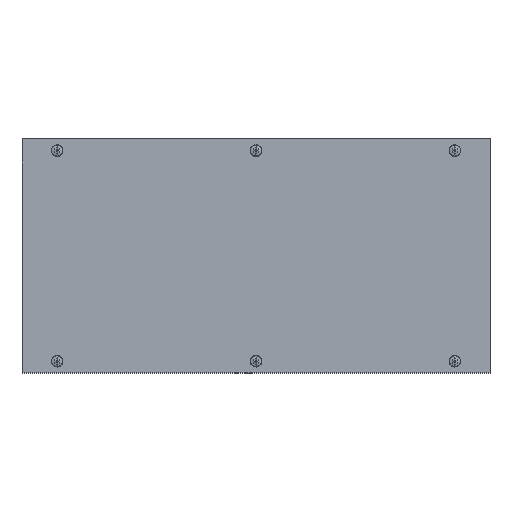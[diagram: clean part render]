
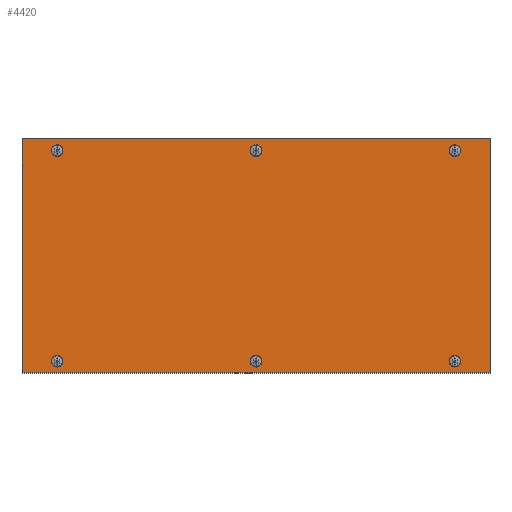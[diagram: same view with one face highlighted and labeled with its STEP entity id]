
A CAD part, top view. The second image highlights one B-rep face of the part: STEP entity #4420.
In plain terms, the highlighted planar face has unit normal (0, 0, 1).
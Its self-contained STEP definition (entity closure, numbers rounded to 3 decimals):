
#187 = CARTESIAN_POINT ( 'NONE',  ( 375., 190., 0. ) ) ;
#199 = CIRCLE ( 'NONE', #4577, 5. ) ;
#399 = AXIS2_PLACEMENT_3D ( 'NONE', #688, #4032, #12953 ) ;
#515 = CIRCLE ( 'NONE', #10808, 5. ) ;
#688 = CARTESIAN_POINT ( 'NONE',  ( 200., 10., 0. ) ) ;
#789 = CARTESIAN_POINT ( 'NONE',  ( 30., 10., 0. ) ) ;
#873 = LINE ( 'NONE', #15872, #6437 ) ;
#960 = DIRECTION ( 'NONE',  ( 1., 0., 0. ) ) ;
#1074 = CIRCLE ( 'NONE', #16286, 5. ) ;
#1127 = CARTESIAN_POINT ( 'NONE',  ( 25., 10., 0. ) ) ;
#1217 = VERTEX_POINT ( 'NONE', #5972 ) ;
#1373 = VECTOR ( 'NONE', #15041, 1000. ) ;
#1472 = ORIENTED_EDGE ( 'NONE', *, *, #11256, .F. ) ;
#1507 = ORIENTED_EDGE ( 'NONE', *, *, #17607, .F. ) ;
#1654 = LINE ( 'NONE', #13537, #14775 ) ;
#1888 = CARTESIAN_POINT ( 'NONE',  ( 0., 0., 0. ) ) ;
#1988 = FACE_BOUND ( 'NONE', #7331, .T. ) ;
#2106 = CIRCLE ( 'NONE', #17902, 5. ) ;
#2194 = AXIS2_PLACEMENT_3D ( 'NONE', #4599, #10519, #17974 ) ;
#2198 = ORIENTED_EDGE ( 'NONE', *, *, #14282, .F. ) ;
#2325 = CARTESIAN_POINT ( 'NONE',  ( 35., 10., 0. ) ) ;
#2407 = DIRECTION ( 'NONE',  ( 0., 0., 1. ) ) ;
#2658 = AXIS2_PLACEMENT_3D ( 'NONE', #789, #17121, #6709 ) ;
#2743 = DIRECTION ( 'NONE',  ( 1., 0., 0. ) ) ;
#2777 = ORIENTED_EDGE ( 'NONE', *, *, #4133, .F. ) ;
#2782 = CIRCLE ( 'NONE', #7396, 5. ) ;
#2810 = EDGE_CURVE ( 'NONE', #1217, #8145, #873, .T. ) ;
#3011 = AXIS2_PLACEMENT_3D ( 'NONE', #1888, #13571, #10574 ) ;
#3109 = CARTESIAN_POINT ( 'NONE',  ( 0., 0., 0. ) ) ;
#3339 = ORIENTED_EDGE ( 'NONE', *, *, #12395, .F. ) ;
#3375 = EDGE_CURVE ( 'NONE', #15946, #16191, #2106, .T. ) ;
#3383 = FACE_BOUND ( 'NONE', #12674, .T. ) ;
#3482 = CARTESIAN_POINT ( 'NONE',  ( 0., 0., 0. ) ) ;
#3558 = CARTESIAN_POINT ( 'NONE',  ( 200., 190., 0. ) ) ;
#3857 = VERTEX_POINT ( 'NONE', #5256 ) ;
#3960 = DIRECTION ( 'NONE',  ( 1., 0., 0. ) ) ;
#3974 = DIRECTION ( 'NONE',  ( 1., 0., 0. ) ) ;
#4032 = DIRECTION ( 'NONE',  ( 0., 0., 1. ) ) ;
#4133 = EDGE_CURVE ( 'NONE', #13002, #6112, #8617, .T. ) ;
#4395 = EDGE_CURVE ( 'NONE', #16191, #15946, #8902, .T. ) ;
#4420 = ADVANCED_FACE ( 'NONE', ( #13778, #1988, #7929, #15029, #16845, #3383, #10669 ), #4650, .F. ) ;
#4559 = LINE ( 'NONE', #3109, #12335 ) ;
#4577 = AXIS2_PLACEMENT_3D ( 'NONE', #10930, #9080, #13453 ) ;
#4599 = CARTESIAN_POINT ( 'NONE',  ( 200., 190., 0. ) ) ;
#4603 = EDGE_LOOP ( 'NONE', ( #7047, #15703 ) ) ;
#4650 = PLANE ( 'NONE',  #3011 ) ;
#4786 = EDGE_LOOP ( 'NONE', ( #1472, #2777 ) ) ;
#4839 = EDGE_CURVE ( 'NONE', #5441, #3857, #199, .T. ) ;
#5205 = VERTEX_POINT ( 'NONE', #2325 ) ;
#5256 = CARTESIAN_POINT ( 'NONE',  ( 205., 10., 0. ) ) ;
#5441 = VERTEX_POINT ( 'NONE', #16662 ) ;
#5507 = ORIENTED_EDGE ( 'NONE', *, *, #10553, .F. ) ;
#5701 = CIRCLE ( 'NONE', #8203, 5. ) ;
#5972 = CARTESIAN_POINT ( 'NONE',  ( 400., 200., 0. ) ) ;
#6100 = AXIS2_PLACEMENT_3D ( 'NONE', #6464, #6859, #3974 ) ;
#6112 = VERTEX_POINT ( 'NONE', #187 ) ;
#6239 = DIRECTION ( 'NONE',  ( 0., 0., 1. ) ) ;
#6437 = VECTOR ( 'NONE', #15966, 1000. ) ;
#6464 = CARTESIAN_POINT ( 'NONE',  ( 370., 190., 0. ) ) ;
#6709 = DIRECTION ( 'NONE',  ( 1., 0., 0. ) ) ;
#6841 = CARTESIAN_POINT ( 'NONE',  ( 370., 10., 0. ) ) ;
#6859 = DIRECTION ( 'NONE',  ( 0., 0., 1. ) ) ;
#6885 = VERTEX_POINT ( 'NONE', #8395 ) ;
#7047 = ORIENTED_EDGE ( 'NONE', *, *, #8763, .F. ) ;
#7073 = EDGE_CURVE ( 'NONE', #12012, #6885, #7150, .T. ) ;
#7149 = DIRECTION ( 'NONE',  ( 0., 0., 1. ) ) ;
#7150 = CIRCLE ( 'NONE', #2194, 5. ) ;
#7238 = CIRCLE ( 'NONE', #399, 5. ) ;
#7331 = EDGE_LOOP ( 'NONE', ( #14057, #3339 ) ) ;
#7396 = AXIS2_PLACEMENT_3D ( 'NONE', #17449, #7149, #12792 ) ;
#7642 = CIRCLE ( 'NONE', #2658, 5. ) ;
#7644 = CARTESIAN_POINT ( 'NONE',  ( 205., 190., 0. ) ) ;
#7659 = AXIS2_PLACEMENT_3D ( 'NONE', #13227, #8760, #960 ) ;
#7695 = DIRECTION ( 'NONE',  ( 0., 1., 0. ) ) ;
#7791 = ORIENTED_EDGE ( 'NONE', *, *, #2810, .T. ) ;
#7831 = CARTESIAN_POINT ( 'NONE',  ( 30., 190., 0. ) ) ;
#7929 = FACE_BOUND ( 'NONE', #15807, .T. ) ;
#8145 = VERTEX_POINT ( 'NONE', #12376 ) ;
#8203 = AXIS2_PLACEMENT_3D ( 'NONE', #14774, #10210, #2743 ) ;
#8395 = CARTESIAN_POINT ( 'NONE',  ( 195., 190., 0. ) ) ;
#8617 = CIRCLE ( 'NONE', #6100, 5. ) ;
#8760 = DIRECTION ( 'NONE',  ( 0., 0., 1. ) ) ;
#8763 = EDGE_CURVE ( 'NONE', #3857, #5441, #7238, .T. ) ;
#8902 = CIRCLE ( 'NONE', #18853, 5. ) ;
#9080 = DIRECTION ( 'NONE',  ( 0., 0., 1. ) ) ;
#9330 = EDGE_CURVE ( 'NONE', #13839, #13288, #5701, .T. ) ;
#9670 = VERTEX_POINT ( 'NONE', #1127 ) ;
#9672 = ORIENTED_EDGE ( 'NONE', *, *, #11933, .T. ) ;
#9741 = CARTESIAN_POINT ( 'NONE',  ( 365., 10., 0. ) ) ;
#9796 = DIRECTION ( 'NONE',  ( 1., 0., 0. ) ) ;
#10210 = DIRECTION ( 'NONE',  ( 0., 0., 1. ) ) ;
#10429 = EDGE_CURVE ( 'NONE', #18375, #18128, #18028, .T. ) ;
#10493 = CARTESIAN_POINT ( 'NONE',  ( 400., 0., 0. ) ) ;
#10519 = DIRECTION ( 'NONE',  ( 0., 0., 1. ) ) ;
#10553 = EDGE_CURVE ( 'NONE', #13288, #13839, #1074, .T. ) ;
#10574 = DIRECTION ( 'NONE',  ( -1., 0., 0. ) ) ;
#10669 = FACE_OUTER_BOUND ( 'NONE', #11548, .T. ) ;
#10808 = AXIS2_PLACEMENT_3D ( 'NONE', #3558, #6239, #12098 ) ;
#10930 = CARTESIAN_POINT ( 'NONE',  ( 200., 10., 0. ) ) ;
#10958 = EDGE_CURVE ( 'NONE', #18128, #1217, #1654, .T. ) ;
#11256 = EDGE_CURVE ( 'NONE', #6112, #13002, #17268, .T. ) ;
#11468 = CARTESIAN_POINT ( 'NONE',  ( 365., 190., 0. ) ) ;
#11548 = EDGE_LOOP ( 'NONE', ( #18811, #7791, #9672, #14630 ) ) ;
#11933 = EDGE_CURVE ( 'NONE', #8145, #18375, #4559, .T. ) ;
#12012 = VERTEX_POINT ( 'NONE', #7644 ) ;
#12098 = DIRECTION ( 'NONE',  ( 1., 0., 0. ) ) ;
#12100 = CARTESIAN_POINT ( 'NONE',  ( 375., 10., 0. ) ) ;
#12148 = ORIENTED_EDGE ( 'NONE', *, *, #9330, .F. ) ;
#12335 = VECTOR ( 'NONE', #14757, 1000. ) ;
#12376 = CARTESIAN_POINT ( 'NONE',  ( 0., 200., 0. ) ) ;
#12395 = EDGE_CURVE ( 'NONE', #6885, #12012, #515, .T. ) ;
#12674 = EDGE_LOOP ( 'NONE', ( #2198, #1507 ) ) ;
#12792 = DIRECTION ( 'NONE',  ( 1., 0., 0. ) ) ;
#12898 = CARTESIAN_POINT ( 'NONE',  ( 30., 190., 0. ) ) ;
#12953 = DIRECTION ( 'NONE',  ( 1., 0., 0. ) ) ;
#13002 = VERTEX_POINT ( 'NONE', #11468 ) ;
#13227 = CARTESIAN_POINT ( 'NONE',  ( 370., 190., 0. ) ) ;
#13288 = VERTEX_POINT ( 'NONE', #12100 ) ;
#13453 = DIRECTION ( 'NONE',  ( 1., 0., 0. ) ) ;
#13537 = CARTESIAN_POINT ( 'NONE',  ( 400., 0., 0. ) ) ;
#13571 = DIRECTION ( 'NONE',  ( 0., 0., -1. ) ) ;
#13778 = FACE_BOUND ( 'NONE', #4603, .T. ) ;
#13839 = VERTEX_POINT ( 'NONE', #9741 ) ;
#14057 = ORIENTED_EDGE ( 'NONE', *, *, #7073, .F. ) ;
#14282 = EDGE_CURVE ( 'NONE', #5205, #9670, #2782, .T. ) ;
#14630 = ORIENTED_EDGE ( 'NONE', *, *, #10429, .T. ) ;
#14757 = DIRECTION ( 'NONE',  ( 0., -1., 0. ) ) ;
#14774 = CARTESIAN_POINT ( 'NONE',  ( 370., 10., 0. ) ) ;
#14775 = VECTOR ( 'NONE', #7695, 1000. ) ;
#15029 = FACE_BOUND ( 'NONE', #4786, .T. ) ;
#15041 = DIRECTION ( 'NONE',  ( 1., 0., 0. ) ) ;
#15125 = DIRECTION ( 'NONE',  ( 1., 0., 0. ) ) ;
#15142 = EDGE_LOOP ( 'NONE', ( #18621, #17713 ) ) ;
#15703 = ORIENTED_EDGE ( 'NONE', *, *, #4839, .F. ) ;
#15807 = EDGE_LOOP ( 'NONE', ( #5507, #12148 ) ) ;
#15872 = CARTESIAN_POINT ( 'NONE',  ( 0., 200., 0. ) ) ;
#15946 = VERTEX_POINT ( 'NONE', #16817 ) ;
#15966 = DIRECTION ( 'NONE',  ( -1., 0., 0. ) ) ;
#16191 = VERTEX_POINT ( 'NONE', #17460 ) ;
#16286 = AXIS2_PLACEMENT_3D ( 'NONE', #6841, #17243, #3960 ) ;
#16568 = DIRECTION ( 'NONE',  ( 0., 0., 1. ) ) ;
#16662 = CARTESIAN_POINT ( 'NONE',  ( 195., 10., 0. ) ) ;
#16817 = CARTESIAN_POINT ( 'NONE',  ( 35., 190., 0. ) ) ;
#16845 = FACE_BOUND ( 'NONE', #15142, .T. ) ;
#17121 = DIRECTION ( 'NONE',  ( 0., 0., 1. ) ) ;
#17243 = DIRECTION ( 'NONE',  ( 0., 0., 1. ) ) ;
#17268 = CIRCLE ( 'NONE', #7659, 5. ) ;
#17449 = CARTESIAN_POINT ( 'NONE',  ( 30., 10., 0. ) ) ;
#17460 = CARTESIAN_POINT ( 'NONE',  ( 25., 190., 0. ) ) ;
#17607 = EDGE_CURVE ( 'NONE', #9670, #5205, #7642, .T. ) ;
#17713 = ORIENTED_EDGE ( 'NONE', *, *, #4395, .F. ) ;
#17902 = AXIS2_PLACEMENT_3D ( 'NONE', #12898, #2407, #9796 ) ;
#17974 = DIRECTION ( 'NONE',  ( 1., 0., 0. ) ) ;
#18028 = LINE ( 'NONE', #3482, #1373 ) ;
#18128 = VERTEX_POINT ( 'NONE', #10493 ) ;
#18375 = VERTEX_POINT ( 'NONE', #19014 ) ;
#18621 = ORIENTED_EDGE ( 'NONE', *, *, #3375, .F. ) ;
#18811 = ORIENTED_EDGE ( 'NONE', *, *, #10958, .T. ) ;
#18853 = AXIS2_PLACEMENT_3D ( 'NONE', #7831, #16568, #15125 ) ;
#19014 = CARTESIAN_POINT ( 'NONE',  ( 0., 0., 0. ) ) ;
